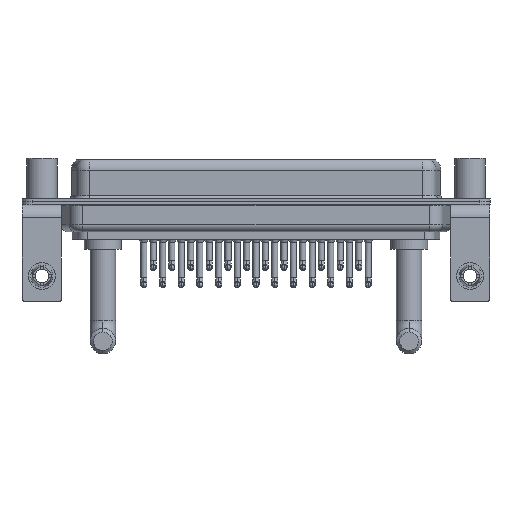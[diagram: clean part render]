
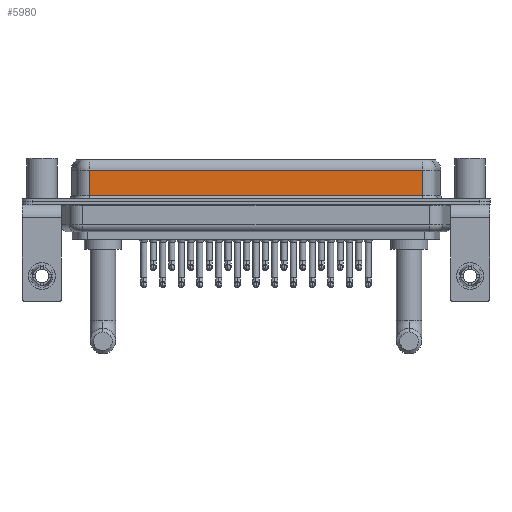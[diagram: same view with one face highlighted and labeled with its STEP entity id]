
A CAD part, front view. The second image highlights one B-rep face of the part: STEP entity #5980.
In plain terms, the highlighted planar face has unit normal (0, -1, 0).
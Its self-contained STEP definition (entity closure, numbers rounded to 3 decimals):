
#706 = LINE ( 'NONE', #20234, #13514 ) ;
#1239 = ORIENTED_EDGE ( 'NONE', *, *, #12844, .F. ) ;
#1358 = EDGE_CURVE ( 'NONE', #14600, #8960, #706, .T. ) ;
#1749 = VECTOR ( 'NONE', #12773, 1000. ) ;
#3309 = LINE ( 'NONE', #7463, #24657 ) ;
#3862 = CARTESIAN_POINT ( 'NONE',  ( 7.038, -3.95, 6.4 ) ) ;
#4880 = CARTESIAN_POINT ( 'NONE',  ( 56.462, -3.95, 0.9 ) ) ;
#5425 = DIRECTION ( 'NONE',  ( 1., 0., 0. ) ) ;
#5863 = LINE ( 'NONE', #3862, #1749 ) ;
#5980 = ADVANCED_FACE ( 'NONE', ( #11962 ), #20280, .F. ) ;
#7166 = DIRECTION ( 'NONE',  ( -1., 0., 0. ) ) ;
#7291 = CARTESIAN_POINT ( 'NONE',  ( 56.462, -3.95, 0.9 ) ) ;
#7463 = CARTESIAN_POINT ( 'NONE',  ( 56.462, -3.95, 6.4 ) ) ;
#7752 = DIRECTION ( 'NONE',  ( 0., 0., -1. ) ) ;
#7867 = CARTESIAN_POINT ( 'NONE',  ( 56.462, -3.95, 4.65 ) ) ;
#7912 = VERTEX_POINT ( 'NONE', #11373 ) ;
#7998 = AXIS2_PLACEMENT_3D ( 'NONE', #11532, #24582, #26734 ) ;
#8960 = VERTEX_POINT ( 'NONE', #24634 ) ;
#11373 = CARTESIAN_POINT ( 'NONE',  ( 7.038, -3.95, 0.9 ) ) ;
#11453 = VECTOR ( 'NONE', #5425, 1000. ) ;
#11532 = CARTESIAN_POINT ( 'NONE',  ( 56.462, -3.95, 6.4 ) ) ;
#11962 = FACE_OUTER_BOUND ( 'NONE', #12432, .T. ) ;
#12432 = EDGE_LOOP ( 'NONE', ( #1239, #14068, #24069, #14370 ) ) ;
#12773 = DIRECTION ( 'NONE',  ( 0., 0., -1. ) ) ;
#12844 = EDGE_CURVE ( 'NONE', #14600, #25820, #3309, .T. ) ;
#13514 = VECTOR ( 'NONE', #7166, 1000. ) ;
#14068 = ORIENTED_EDGE ( 'NONE', *, *, #1358, .T. ) ;
#14370 = ORIENTED_EDGE ( 'NONE', *, *, #14617, .T. ) ;
#14600 = VERTEX_POINT ( 'NONE', #7867 ) ;
#14617 = EDGE_CURVE ( 'NONE', #7912, #25820, #26970, .T. ) ;
#20234 = CARTESIAN_POINT ( 'NONE',  ( 56.462, -3.95, 4.65 ) ) ;
#20280 = PLANE ( 'NONE',  #7998 ) ;
#24069 = ORIENTED_EDGE ( 'NONE', *, *, #27148, .T. ) ;
#24582 = DIRECTION ( 'NONE',  ( 0., 1., 0. ) ) ;
#24634 = CARTESIAN_POINT ( 'NONE',  ( 7.038, -3.95, 4.65 ) ) ;
#24657 = VECTOR ( 'NONE', #7752, 1000. ) ;
#25820 = VERTEX_POINT ( 'NONE', #4880 ) ;
#26734 = DIRECTION ( 'NONE',  ( 0., 0., 1. ) ) ;
#26970 = LINE ( 'NONE', #7291, #11453 ) ;
#27148 = EDGE_CURVE ( 'NONE', #8960, #7912, #5863, .T. ) ;
